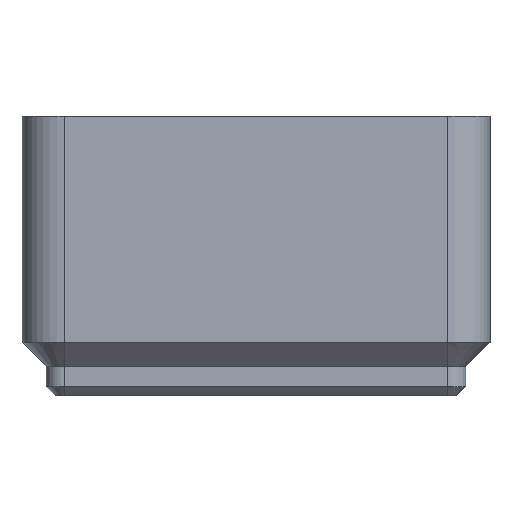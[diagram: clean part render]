
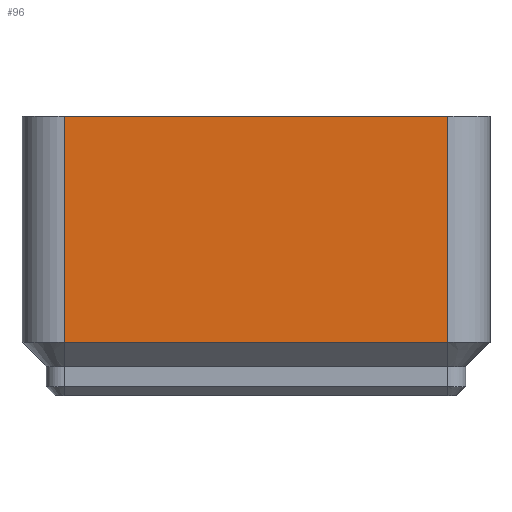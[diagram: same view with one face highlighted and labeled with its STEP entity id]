
A CAD part, left-side view. The second image highlights one B-rep face of the part: STEP entity #96.
In plain terms, the highlighted planar face has unit normal (-1, 0, 0).
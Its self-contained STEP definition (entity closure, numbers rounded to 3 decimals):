
#96=ADVANCED_FACE('',(#225),#174,.F.);
#174=PLANE('',#1421);
#225=FACE_OUTER_BOUND('',#308,.T.);
#308=EDGE_LOOP('',(#500,#501,#502,#503));
#500=ORIENTED_EDGE('',*,*,#982,.T.);
#501=ORIENTED_EDGE('',*,*,#983,.T.);
#502=ORIENTED_EDGE('',*,*,#984,.F.);
#503=ORIENTED_EDGE('',*,*,#985,.T.);
#856=VERTEX_POINT('',#2116);
#857=VERTEX_POINT('',#2117);
#858=VERTEX_POINT('',#2119);
#859=VERTEX_POINT('',#2121);
#982=EDGE_CURVE('',#856,#857,#1155,.T.);
#983=EDGE_CURVE('',#857,#858,#1156,.T.);
#984=EDGE_CURVE('',#859,#858,#1157,.T.);
#985=EDGE_CURVE('',#859,#856,#1158,.T.);
#1155=LINE('',#2115,#1290);
#1156=LINE('',#2118,#1291);
#1157=LINE('',#2120,#1292);
#1158=LINE('',#2122,#1293);
#1290=VECTOR('',#1622,1.);
#1291=VECTOR('',#1623,1.);
#1292=VECTOR('',#1624,1.);
#1293=VECTOR('',#1625,1.);
#1421=AXIS2_PLACEMENT_3D('',#2123,#1626,#1627);
#1622=DIRECTION('',(0.,-1.,0.));
#1623=DIRECTION('',(0.,0.,1.));
#1624=DIRECTION('',(0.,-1.,0.));
#1625=DIRECTION('',(0.,0.,-1.));
#1626=DIRECTION('',(1.,0.,0.));
#1627=DIRECTION('',(0.,0.,-1.));
#2115=CARTESIAN_POINT('',(-20.75,-17.,4.75));
#2116=CARTESIAN_POINT('',(-20.75,17.,4.75));
#2117=CARTESIAN_POINT('',(-20.75,-17.,4.75));
#2118=CARTESIAN_POINT('',(-20.75,-17.,24.8));
#2119=CARTESIAN_POINT('',(-20.75,-17.,24.8));
#2120=CARTESIAN_POINT('',(-20.75,20.75,24.8));
#2121=CARTESIAN_POINT('',(-20.75,17.,24.8));
#2122=CARTESIAN_POINT('',(-20.75,17.,24.8));
#2123=CARTESIAN_POINT('',(-20.75,20.75,24.8));
